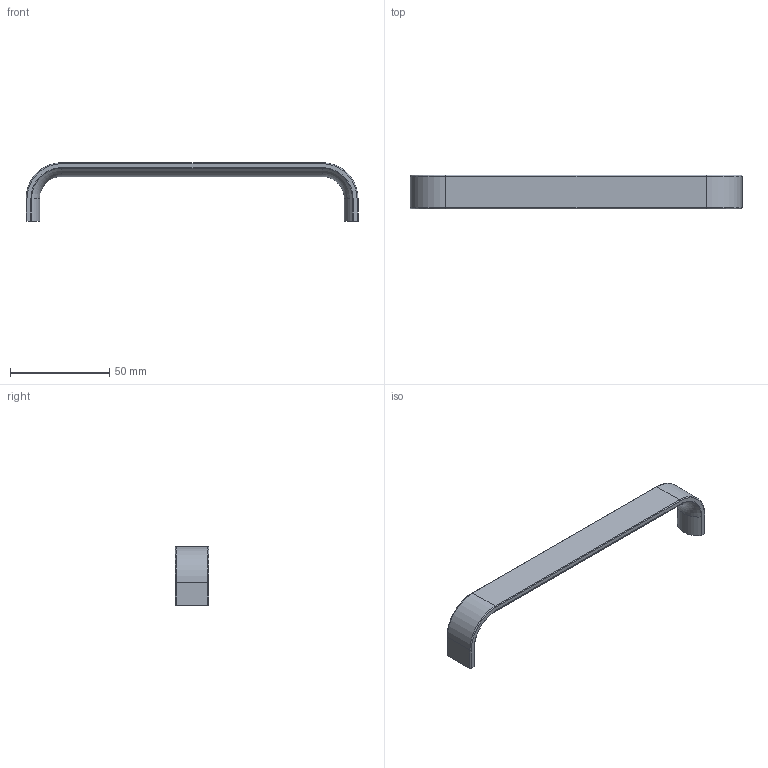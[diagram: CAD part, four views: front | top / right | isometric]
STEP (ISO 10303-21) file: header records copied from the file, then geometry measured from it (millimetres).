
FILE_DESCRIPTION(/* description */ (''),/* implementation_level */ '2;1');
FILE_NAME(/* name */ '0301_00.stp',/* time_stamp */ '2023-01-02T11:33:46+01:00',/* author */ ('jferrer'),/* organization */ (''),/* preprocessor_version */ 'ST-DEVELOPER v18.1',/* originating_system */ 'Autodesk Inventor 2022',/* authorisation */ '');
FILE_SCHEMA (('CONFIG_CONTROL_DESIGN'));
Length unit declared in the file: millimetre
Products named in the file (1): 0301_00
Bounding box: 167.02 x 17 x 29.51 mm (x, y, z)
Volume: 19270.5 mm3; surface area: 8854.4 mm2
Topology: 1 solids, 1 shells, 38 faces, 90 edges, 54 vertices
Faces by surface type: cylinder 19, torus 10, plane 7, cone 2
Full cylindrical faces by diameter (mm): 3.242 x2
Entity records: 1131 total; most frequent: DIRECTION 216, CARTESIAN_POINT 181, ORIENTED_EDGE 176, AXIS2_PLACEMENT_3D 89, EDGE_CURVE 88, VERTEX_POINT 54, CIRCLE 50, EDGE_LOOP 40
